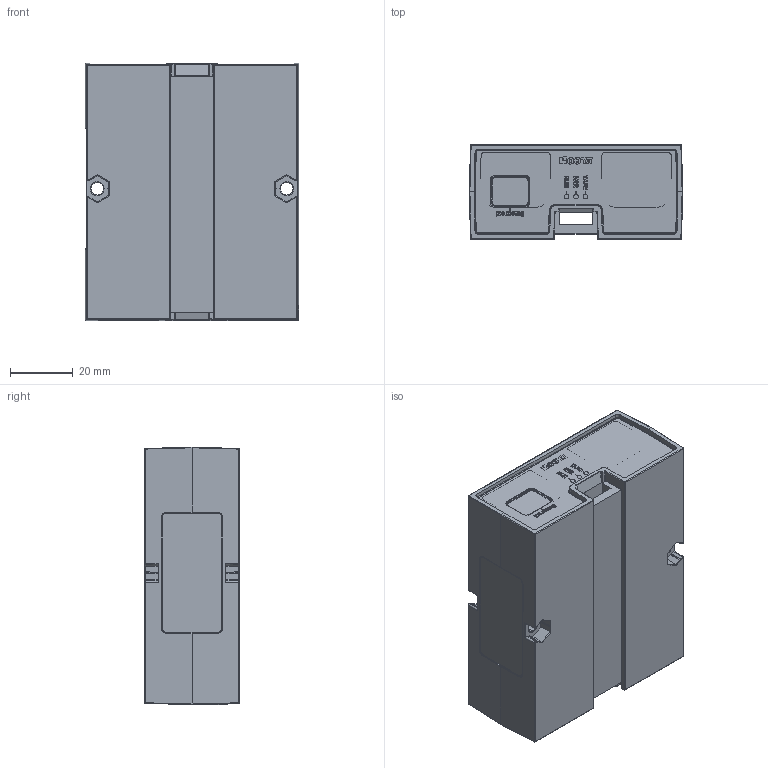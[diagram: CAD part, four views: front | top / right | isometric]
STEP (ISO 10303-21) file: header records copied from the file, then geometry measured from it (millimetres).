
FILE_DESCRIPTION (( 'STEP AP214' ), '1' );
FILE_NAME ('LIMAX1M-USB.STEP', '2019-08-28T06:44:04', ( '' ), ( '' ), 'SwSTEP 2.0', 'SolidWorks 2018', '' );
FILE_SCHEMA (( 'AUTOMOTIVE_DESIGN' ));
Length unit declared in the file: millimetre
Products named in the file (4): Z-100748-1^Z-101091_defeature; Z-101093-2^Z-101091_defeature; LIMAX1M-USB; Group1^Z-101091_defeature
Assembly tree (3 placements, depth 2):
  LIMAX1M-USB
    Group1^Z-101091_defeature
    Z-101093-2^Z-101091_defeature
    Z-100748-1^Z-101091_defeature
Bounding box: 68 x 30 x 82.05 mm (x, y, z)
Volume: 156920.2 mm3; surface area: 30773.2 mm2
Topology: 13 solids, 13 shells, 1628 faces, 4455 edges, 2844 vertices
Faces by surface type: plane 792, cylinder 489, bspline 208, cone 52, sphere 49, torus 38
Entity records: 61207 total; most frequent: CARTESIAN_POINT 18848, ORIENTED_EDGE 8824, DIRECTION 7400, EDGE_CURVE 4412, VERTEX_POINT 2844, LINE 2834, VECTOR 2834, AXIS2_PLACEMENT_3D 2283
